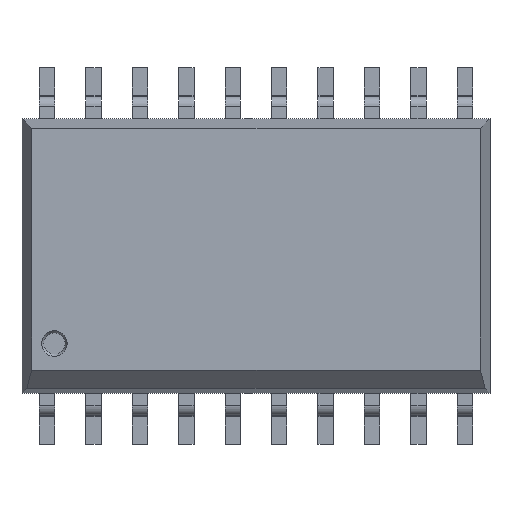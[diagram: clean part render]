
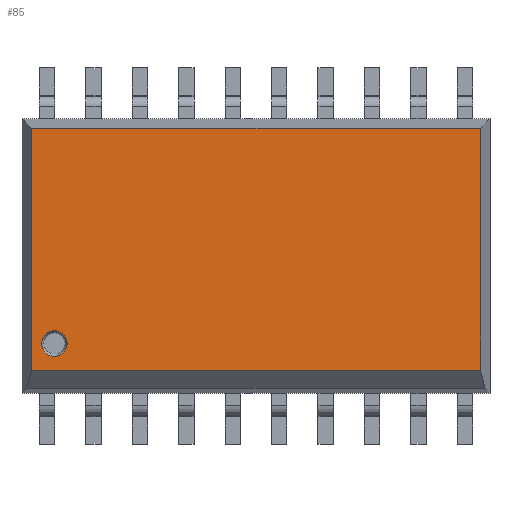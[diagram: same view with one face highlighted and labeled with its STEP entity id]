
A CAD part, top view. The second image highlights one B-rep face of the part: STEP entity #85.
In plain terms, the highlighted planar face has unit normal (0, 0, 1).
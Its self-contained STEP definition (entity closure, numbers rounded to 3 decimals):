
#85=ADVANCED_FACE('',(#2572,#2574),#2576,.T.);
#2572=FACE_BOUND('',#2573,.T.);
#2573=EDGE_LOOP('',(#4548,#4549,#4550,#4551));
#2574=FACE_BOUND('',#2575,.T.);
#2575=EDGE_LOOP('',(#4552));
#2576=PLANE('',#2577);
#2577=AXIS2_PLACEMENT_3D('',#2578,#2579,#2580);
#2578=CARTESIAN_POINT('',(0.635,-3.75,2.5));
#2579=DIRECTION('',(0.,0.,1.));
#2580=DIRECTION('',(0.,1.,0.));
#4548=ORIENTED_EDGE('',*,*,#6052,.T.);
#4549=ORIENTED_EDGE('',*,*,#6049,.T.);
#4550=ORIENTED_EDGE('',*,*,#6053,.T.);
#4551=ORIENTED_EDGE('',*,*,#6041,.F.);
#4552=ORIENTED_EDGE('',*,*,#6054,.T.);
#6041=EDGE_CURVE('',#6794,#6796,#6797,.T.);
#6049=EDGE_CURVE('',#6803,#6810,#6812,.T.);
#6052=EDGE_CURVE('',#6794,#6803,#6815,.F.);
#6053=EDGE_CURVE('',#6810,#6796,#6816,.T.);
#6054=EDGE_CURVE('',#6817,#6817,#6818,.F.);
#6794=VERTEX_POINT('',#8047);
#6796=VERTEX_POINT('',#8051);
#6797=LINE('',#8052,#8053);
#6803=VERTEX_POINT('',#8066);
#6810=VERTEX_POINT('',#8079);
#6812=LINE('',#8083,#8084);
#6815=LINE('',#8092,#8093);
#6816=LINE('',#8095,#8096);
#6817=VERTEX_POINT('',#8098);
#6818=CIRCLE('',#8099,0.35);
#8047=CARTESIAN_POINT('',(-0.423,-3.125,2.5));
#8051=CARTESIAN_POINT('',(-0.423,3.488,2.5));
#8052=CARTESIAN_POINT('',(-0.423,-3.125,2.5));
#8053=VECTOR('',#8054,1.);
#8054=DIRECTION('',(0.,1.,0.));
#8066=CARTESIAN_POINT('',(11.853,-3.125,2.5));
#8079=CARTESIAN_POINT('',(11.853,3.488,2.5));
#8083=CARTESIAN_POINT('',(11.853,-3.125,2.5));
#8084=VECTOR('',#8085,1.);
#8085=DIRECTION('',(0.,1.,0.));
#8092=CARTESIAN_POINT('',(11.853,-3.125,2.5));
#8093=VECTOR('',#8094,1.);
#8094=DIRECTION('',(-1.,0.,0.));
#8095=CARTESIAN_POINT('',(11.853,3.488,2.5));
#8096=VECTOR('',#8097,1.);
#8097=DIRECTION('',(-1.,0.,0.));
#8098=CARTESIAN_POINT('',(0.55,-2.4,2.5));
#8099=AXIS2_PLACEMENT_3D('',#8100,#8101,#8102);
#8100=CARTESIAN_POINT('',(0.2,-2.4,2.5));
#8101=DIRECTION('',(0.,0.,1.));
#8102=DIRECTION('',(1.,0.,0.));
